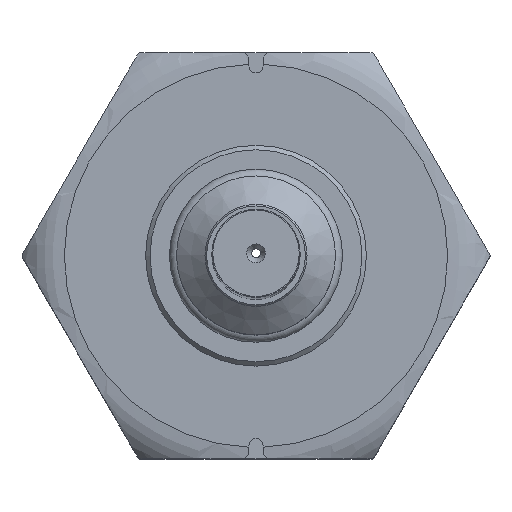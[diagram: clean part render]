
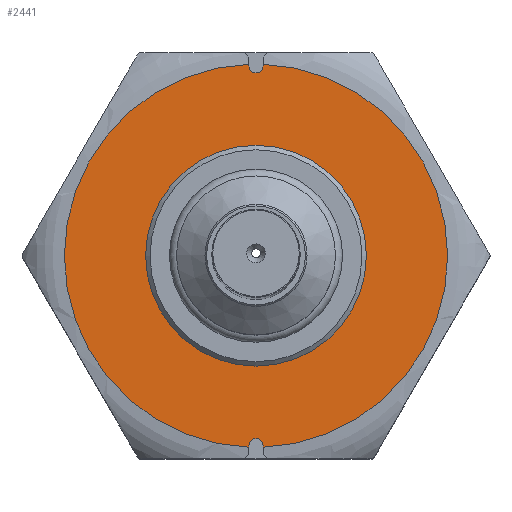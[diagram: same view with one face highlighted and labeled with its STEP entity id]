
A CAD part, top view. The second image highlights one B-rep face of the part: STEP entity #2441.
In plain terms, the highlighted planar face has unit normal (0, 0, 1).
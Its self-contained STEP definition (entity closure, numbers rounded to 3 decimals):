
#41 = CIRCLE ( 'NONE', #3810, 12.5 ) ;
#62 = DIRECTION ( 'NONE',  ( 0., 0., 1. ) ) ;
#222 = LINE ( 'NONE', #2790, #2670 ) ;
#293 = CARTESIAN_POINT ( 'NONE',  ( -0.8, -21.685, 4.7 ) ) ;
#382 = EDGE_CURVE ( 'NONE', #2676, #4313, #222, .T. ) ;
#493 = DIRECTION ( 'NONE',  ( 1., 0., 0. ) ) ;
#500 = DIRECTION ( 'NONE',  ( 0., 0., -1. ) ) ;
#738 = EDGE_CURVE ( 'NONE', #2026, #1968, #3869, .T. ) ;
#877 = ORIENTED_EDGE ( 'NONE', *, *, #2793, .F. ) ;
#887 = LINE ( 'NONE', #3958, #4171 ) ;
#907 = CARTESIAN_POINT ( 'NONE',  ( 0.8, 21.5, 4.7 ) ) ;
#950 = DIRECTION ( 'NONE',  ( 0., 0., -1. ) ) ;
#1038 = CARTESIAN_POINT ( 'NONE',  ( 0.8, 21.685, 4.7 ) ) ;
#1075 = DIRECTION ( 'NONE',  ( -1., 0., 0. ) ) ;
#1081 = PLANE ( 'NONE',  #2815 ) ;
#1142 = LINE ( 'NONE', #2599, #4103 ) ;
#1338 = VERTEX_POINT ( 'NONE', #907 ) ;
#1346 = ORIENTED_EDGE ( 'NONE', *, *, #4146, .F. ) ;
#1355 = AXIS2_PLACEMENT_3D ( 'NONE', #4262, #1428, #3912 ) ;
#1375 = CARTESIAN_POINT ( 'NONE',  ( 0.8, -26.5, 4.7 ) ) ;
#1377 = ORIENTED_EDGE ( 'NONE', *, *, #738, .F. ) ;
#1409 = CARTESIAN_POINT ( 'NONE',  ( -0.8, 21.5, 4.7 ) ) ;
#1428 = DIRECTION ( 'NONE',  ( 0., 0., 1. ) ) ;
#1444 = DIRECTION ( 'NONE',  ( 0., 0., -1. ) ) ;
#1579 = VERTEX_POINT ( 'NONE', #293 ) ;
#1681 = VERTEX_POINT ( 'NONE', #3564 ) ;
#1742 = DIRECTION ( 'NONE',  ( 0., 1., 0. ) ) ;
#1788 = EDGE_CURVE ( 'NONE', #3645, #1681, #3620, .T. ) ;
#1814 = DIRECTION ( 'NONE',  ( 0., -1., 0. ) ) ;
#1824 = ORIENTED_EDGE ( 'NONE', *, *, #1788, .F. ) ;
#1866 = CARTESIAN_POINT ( 'NONE',  ( 12.5, 0., 4.7 ) ) ;
#1924 = CARTESIAN_POINT ( 'NONE',  ( 0.8, -21.5, 4.7 ) ) ;
#1968 = VERTEX_POINT ( 'NONE', #2333 ) ;
#1987 = LINE ( 'NONE', #1375, #4607 ) ;
#2026 = VERTEX_POINT ( 'NONE', #1924 ) ;
#2060 = FACE_BOUND ( 'NONE', #4240, .T. ) ;
#2149 = CIRCLE ( 'NONE', #1355, 0.8 ) ;
#2333 = CARTESIAN_POINT ( 'NONE',  ( -0.8, -21.5, 4.7 ) ) ;
#2411 = CARTESIAN_POINT ( 'NONE',  ( -0.8, 21.685, 4.7 ) ) ;
#2441 = ADVANCED_FACE ( 'NONE', ( #3388, #2060 ), #1081, .T. ) ;
#2599 = CARTESIAN_POINT ( 'NONE',  ( -0.8, -26.5, 4.7 ) ) ;
#2615 = CARTESIAN_POINT ( 'NONE',  ( 0., -21.5, 4.7 ) ) ;
#2624 = ORIENTED_EDGE ( 'NONE', *, *, #3533, .F. ) ;
#2629 = ORIENTED_EDGE ( 'NONE', *, *, #382, .F. ) ;
#2670 = VECTOR ( 'NONE', #1814, 1000. ) ;
#2676 = VERTEX_POINT ( 'NONE', #2411 ) ;
#2767 = CIRCLE ( 'NONE', #2913, 21.7 ) ;
#2790 = CARTESIAN_POINT ( 'NONE',  ( -0.8, 26.5, 4.7 ) ) ;
#2793 = EDGE_CURVE ( 'NONE', #1338, #3645, #887, .T. ) ;
#2815 = AXIS2_PLACEMENT_3D ( 'NONE', #1866, #62, #2917 ) ;
#2913 = AXIS2_PLACEMENT_3D ( 'NONE', #3483, #950, #3121 ) ;
#2917 = DIRECTION ( 'NONE',  ( 1., 0., 0. ) ) ;
#2929 = ORIENTED_EDGE ( 'NONE', *, *, #3718, .T. ) ;
#2966 = EDGE_LOOP ( 'NONE', ( #4255, #1377, #1346, #1824, #877, #4375, #2629, #2624 ) ) ;
#3121 = DIRECTION ( 'NONE',  ( -1., 0., 0. ) ) ;
#3335 = DIRECTION ( 'NONE',  ( 0., 0., 1. ) ) ;
#3388 = FACE_OUTER_BOUND ( 'NONE', #2966, .T. ) ;
#3483 = CARTESIAN_POINT ( 'NONE',  ( 0., 0., 4.7 ) ) ;
#3533 = EDGE_CURVE ( 'NONE', #1579, #2676, #2767, .T. ) ;
#3564 = CARTESIAN_POINT ( 'NONE',  ( 0.8, -21.685, 4.7 ) ) ;
#3569 = CARTESIAN_POINT ( 'NONE',  ( 0., 0., 4.7 ) ) ;
#3571 = CARTESIAN_POINT ( 'NONE',  ( -12.5, 0., 4.7 ) ) ;
#3620 = CIRCLE ( 'NONE', #3930, 21.7 ) ;
#3627 = CARTESIAN_POINT ( 'NONE',  ( 0., 0., 4.7 ) ) ;
#3645 = VERTEX_POINT ( 'NONE', #1038 ) ;
#3718 = EDGE_CURVE ( 'NONE', #4269, #4269, #41, .T. ) ;
#3810 = AXIS2_PLACEMENT_3D ( 'NONE', #3569, #1444, #1075 ) ;
#3834 = EDGE_CURVE ( 'NONE', #1968, #1579, #1142, .T. ) ;
#3869 = CIRCLE ( 'NONE', #3997, 0.8 ) ;
#3912 = DIRECTION ( 'NONE',  ( 1., 0., 0. ) ) ;
#3930 = AXIS2_PLACEMENT_3D ( 'NONE', #3627, #500, #4025 ) ;
#3958 = CARTESIAN_POINT ( 'NONE',  ( 0.8, 26.5, 4.7 ) ) ;
#3989 = DIRECTION ( 'NONE',  ( 0., 1., 0. ) ) ;
#3997 = AXIS2_PLACEMENT_3D ( 'NONE', #2615, #3335, #493 ) ;
#4025 = DIRECTION ( 'NONE',  ( -1., 0., 0. ) ) ;
#4103 = VECTOR ( 'NONE', #4382, 1000. ) ;
#4146 = EDGE_CURVE ( 'NONE', #1681, #2026, #1987, .T. ) ;
#4171 = VECTOR ( 'NONE', #3989, 1000. ) ;
#4174 = EDGE_CURVE ( 'NONE', #4313, #1338, #2149, .T. ) ;
#4240 = EDGE_LOOP ( 'NONE', ( #2929 ) ) ;
#4255 = ORIENTED_EDGE ( 'NONE', *, *, #3834, .F. ) ;
#4262 = CARTESIAN_POINT ( 'NONE',  ( 0., 21.5, 4.7 ) ) ;
#4269 = VERTEX_POINT ( 'NONE', #3571 ) ;
#4313 = VERTEX_POINT ( 'NONE', #1409 ) ;
#4375 = ORIENTED_EDGE ( 'NONE', *, *, #4174, .F. ) ;
#4382 = DIRECTION ( 'NONE',  ( 0., -1., 0. ) ) ;
#4607 = VECTOR ( 'NONE', #1742, 1000. ) ;
